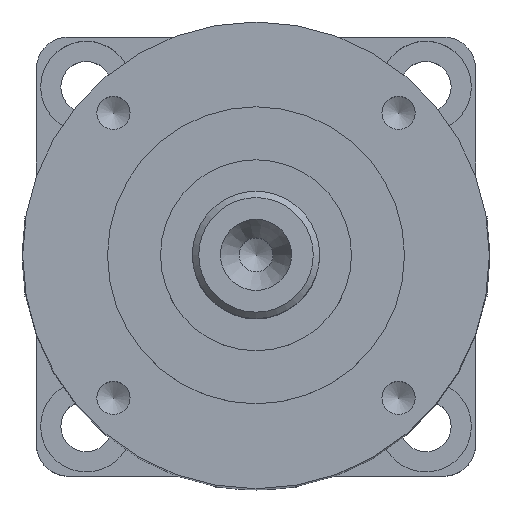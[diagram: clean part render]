
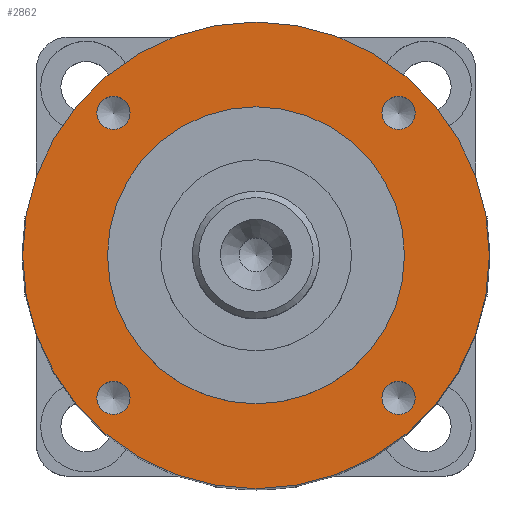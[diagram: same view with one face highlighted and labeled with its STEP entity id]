
A CAD part, top view. The second image highlights one B-rep face of the part: STEP entity #2862.
In plain terms, the highlighted planar face has unit normal (0, 0, 1).
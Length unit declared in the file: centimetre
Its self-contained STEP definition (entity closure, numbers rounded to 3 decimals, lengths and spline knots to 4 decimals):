
#371=PLANE('',#3077);
#501=FACE_BOUND('',#821,.T.);
#502=FACE_BOUND('',#822,.T.);
#503=FACE_BOUND('',#823,.T.);
#504=FACE_BOUND('',#824,.T.);
#505=FACE_BOUND('',#825,.T.);
#607=FACE_OUTER_BOUND('',#820,.T.);
#820=EDGE_LOOP('',(#1918));
#821=EDGE_LOOP('',(#1919));
#822=EDGE_LOOP('',(#1920));
#823=EDGE_LOOP('',(#1921));
#824=EDGE_LOOP('',(#1922));
#825=EDGE_LOOP('',(#1923));
#1063=CIRCLE('',#3053,0.0784);
#1065=CIRCLE('',#3057,0.0784);
#1067=CIRCLE('',#3061,0.0784);
#1069=CIRCLE('',#3065,0.0784);
#1073=CIRCLE('',#3072,0.7);
#1074=CIRCLE('',#3075,1.1);
#1227=VERTEX_POINT('',#4479);
#1229=VERTEX_POINT('',#4485);
#1231=VERTEX_POINT('',#4491);
#1233=VERTEX_POINT('',#4497);
#1237=VERTEX_POINT('',#4508);
#1238=VERTEX_POINT('',#4512);
#1507=EDGE_CURVE('',#1227,#1227,#1063,.T.);
#1509=EDGE_CURVE('',#1229,#1229,#1065,.T.);
#1511=EDGE_CURVE('',#1231,#1231,#1067,.T.);
#1513=EDGE_CURVE('',#1233,#1233,#1069,.T.);
#1517=EDGE_CURVE('',#1237,#1237,#1073,.T.);
#1518=EDGE_CURVE('',#1238,#1238,#1074,.T.);
#1918=ORIENTED_EDGE('',*,*,#1518,.F.);
#1919=ORIENTED_EDGE('',*,*,#1507,.T.);
#1920=ORIENTED_EDGE('',*,*,#1509,.T.);
#1921=ORIENTED_EDGE('',*,*,#1511,.T.);
#1922=ORIENTED_EDGE('',*,*,#1513,.T.);
#1923=ORIENTED_EDGE('',*,*,#1517,.T.);
#2862=ADVANCED_FACE('',(#607,#501,#502,#503,#504,#505),#371,.F.);
#3053=AXIS2_PLACEMENT_3D('',#4480,#3420,#3421);
#3057=AXIS2_PLACEMENT_3D('',#4486,#3428,#3429);
#3061=AXIS2_PLACEMENT_3D('',#4492,#3436,#3437);
#3065=AXIS2_PLACEMENT_3D('',#4498,#3444,#3445);
#3072=AXIS2_PLACEMENT_3D('',#4509,#3458,#3459);
#3075=AXIS2_PLACEMENT_3D('',#4513,#3464,#3465);
#3077=AXIS2_PLACEMENT_3D('',#4516,#3468,#3469);
#3420=DIRECTION('center_axis',(0.,0.,-1.));
#3421=DIRECTION('ref_axis',(0.,-1.,0.));
#3428=DIRECTION('center_axis',(0.,0.,-1.));
#3429=DIRECTION('ref_axis',(-1.,0.,0.));
#3436=DIRECTION('center_axis',(0.,0.,-1.));
#3437=DIRECTION('ref_axis',(0.,1.,0.));
#3444=DIRECTION('center_axis',(0.,0.,-1.));
#3445=DIRECTION('ref_axis',(1.,0.,0.));
#3458=DIRECTION('center_axis',(0.,0.,-1.));
#3459=DIRECTION('ref_axis',(-1.,0.,0.));
#3464=DIRECTION('center_axis',(0.,0.,-1.));
#3465=DIRECTION('ref_axis',(-1.,0.,0.));
#3468=DIRECTION('center_axis',(0.,0.,-1.));
#3469=DIRECTION('ref_axis',(-1.,0.,0.));
#4479=CARTESIAN_POINT('',(0.6718,0.5934,3.4));
#4480=CARTESIAN_POINT('Origin',(0.6718,0.6718,3.4));
#4485=CARTESIAN_POINT('',(0.5934,-0.6718,3.4));
#4486=CARTESIAN_POINT('Origin',(0.6718,-0.6718,3.4));
#4491=CARTESIAN_POINT('',(-0.6718,-0.5934,3.4));
#4492=CARTESIAN_POINT('Origin',(-0.6718,-0.6718,3.4));
#4497=CARTESIAN_POINT('',(-0.5934,0.6718,3.4));
#4498=CARTESIAN_POINT('Origin',(-0.6718,0.6718,3.4));
#4508=CARTESIAN_POINT('',(0.7,0.,3.4));
#4509=CARTESIAN_POINT('Origin',(0.,0.,3.4));
#4512=CARTESIAN_POINT('',(1.1,0.,3.4));
#4513=CARTESIAN_POINT('Origin',(0.,0.,3.4));
#4516=CARTESIAN_POINT('Origin',(0.,0.,3.4));
